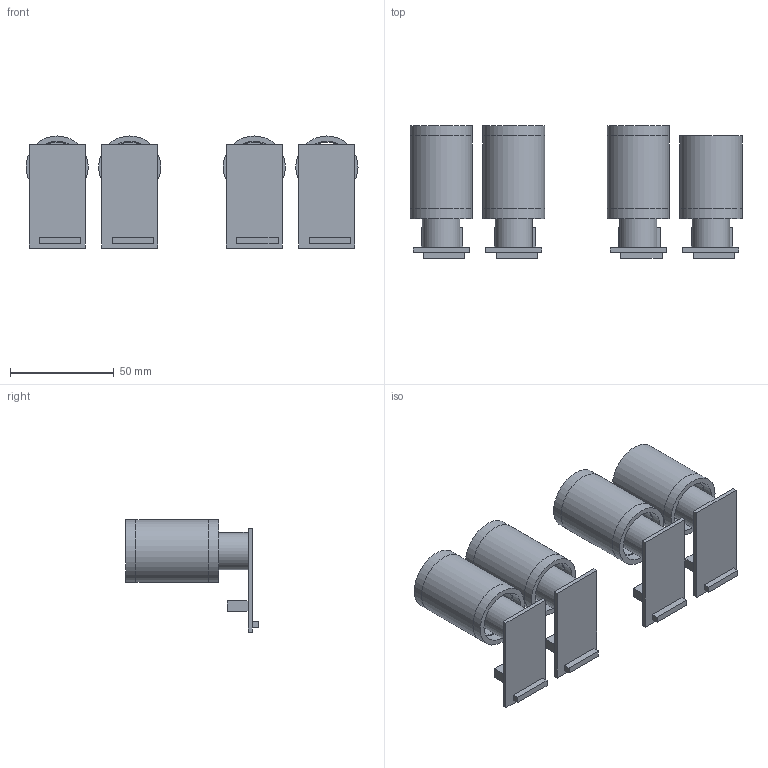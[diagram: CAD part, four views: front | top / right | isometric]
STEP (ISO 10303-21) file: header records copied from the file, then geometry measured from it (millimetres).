
FILE_DESCRIPTION(/* description */ (''),/* implementation_level */ '2;1');
FILE_NAME(/* name */ 'nixie-case v8.step',/* time_stamp */ '2023-01-18T20:44:40+01:00',/* author */ (''),/* organization */ (''),/* preprocessor_version */ 'ST-DEVELOPER v19.2',/* originating_system */ 'Autodesk Translation Framework v11.17.0.187',/* authorisation */ '');
FILE_SCHEMA (('AUTOMOTIVE_DESIGN { 1 0 10303 214 3 1 1 }'));
Length unit declared in the file: millimetre
Products named in the file (8): nixie-case; nixie_adapter; nixie_adapter_1; nixie_adapter_2; nixie_modul; alu_ring; plexi; alu_top
Assembly tree (18 placements, depth 3):
  nixie-case
    nixie_adapter_1  x2
      nixie_modul
    nixie_adapter
      nixie_modul
    nixie_adapter_2
      nixie_modul
    alu_ring  x4
    plexi  x4
    alu_top  x3
Bounding box: 160 x 64 x 54 mm (x, y, z)
Volume: 114926.3 mm3; surface area: 62066 mm2
Topology: 15 solids, 15 shells, 113 faces, 213 edges, 142 vertices
Faces by surface type: plane 90, cylinder 23
Full cylindrical faces by diameter (mm): 18 x4, 24 x4, 25 x4, 30 x11
Entity records: 1051 total; most frequent: DIRECTION 178, CARTESIAN_POINT 146, ORIENTED_EDGE 108, AXIS2_PLACEMENT_3D 68, EDGE_CURVE 54, LINE 42, VECTOR 42, EDGE_LOOP 36
